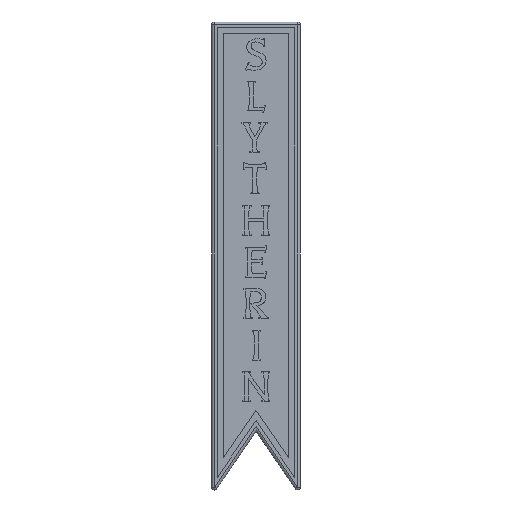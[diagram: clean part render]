
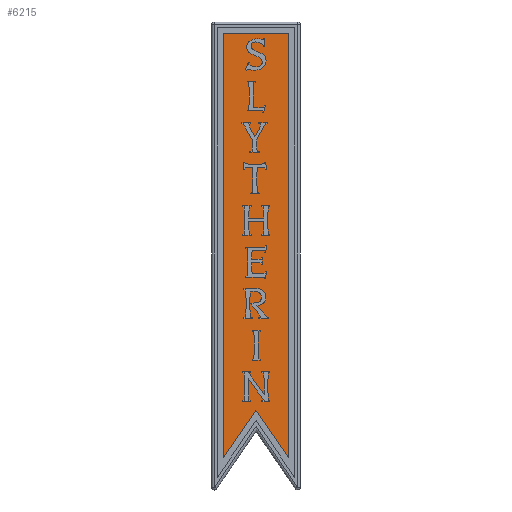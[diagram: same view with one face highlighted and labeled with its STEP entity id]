
A CAD part, front view. The second image highlights one B-rep face of the part: STEP entity #6215.
In plain terms, the highlighted planar face has unit normal (0, -1, 0).
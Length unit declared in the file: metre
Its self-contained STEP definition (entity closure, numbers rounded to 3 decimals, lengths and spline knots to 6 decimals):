
#1921=ORIENTED_EDGE('',*,*,#2795,.F.);
#1922=ORIENTED_EDGE('',*,*,#2799,.T.);
#1923=ORIENTED_EDGE('',*,*,#2802,.F.);
#1924=ORIENTED_EDGE('',*,*,#2805,.T.);
#1925=ORIENTED_EDGE('',*,*,#2807,.F.);
#2795=EDGE_CURVE('',#3376,#3377,#4160,.T.);
#2799=EDGE_CURVE('',#3376,#3379,#4164,.T.);
#2802=EDGE_CURVE('',#3381,#3379,#4167,.T.);
#2805=EDGE_CURVE('',#3381,#3383,#4170,.T.);
#2807=EDGE_CURVE('',#3377,#3383,#4172,.T.);
#3376=VERTEX_POINT('',#10239);
#3377=VERTEX_POINT('',#10241);
#3379=VERTEX_POINT('',#10247);
#3381=VERTEX_POINT('',#10253);
#3383=VERTEX_POINT('',#10259);
#4160=LINE('',#10240,#4949);
#4164=LINE('',#10248,#4953);
#4167=LINE('',#10254,#4956);
#4170=LINE('',#10260,#4959);
#4172=LINE('',#10263,#4961);
#4949=VECTOR('',#8110,1.);
#4953=VECTOR('',#8116,1.);
#4956=VECTOR('',#8121,1.);
#4959=VECTOR('',#8126,1.);
#4961=VECTOR('',#8130,1.);
#5289=EDGE_LOOP('',(#1921,#1922,#1923,#1924,#1925));
#5618=FACE_BOUND('',#5289,.T.);
#5890=PLANE('',#6680);
#6215=ADVANCED_FACE('',(#5618),#5890,.T.);
#6680=AXIS2_PLACEMENT_3D('',#10264,#8131,#8132);
#8110=DIRECTION('',(0.,0.,1.));
#8116=DIRECTION('',(0.563,0.,0.826));
#8121=DIRECTION('',(-0.563,0.,0.826));
#8126=DIRECTION('',(0.,0.,1.));
#8130=DIRECTION('',(1.,0.,0.));
#8131=DIRECTION('',(0.,-1.,0.));
#8132=DIRECTION('',(1.,0.,0.));
#10239=CARTESIAN_POINT('',(-0.01397,-0.00381,-0.085132));
#10240=CARTESIAN_POINT('',(-0.01397,-0.00381,0.005694));
#10241=CARTESIAN_POINT('',(-0.01397,-0.00381,0.09652));
#10247=CARTESIAN_POINT('',(0.,-0.00381,-0.064642));
#10248=CARTESIAN_POINT('',(-0.006985,-0.00381,-0.074887));
#10253=CARTESIAN_POINT('',(0.01397,-0.00381,-0.085132));
#10254=CARTESIAN_POINT('',(0.006985,-0.00381,-0.074887));
#10259=CARTESIAN_POINT('',(0.01397,-0.00381,0.09652));
#10260=CARTESIAN_POINT('',(0.01397,-0.00381,0.005694));
#10263=CARTESIAN_POINT('',(0.,-0.00381,0.09652));
#10264=CARTESIAN_POINT('',(0.,-0.00381,0.));
